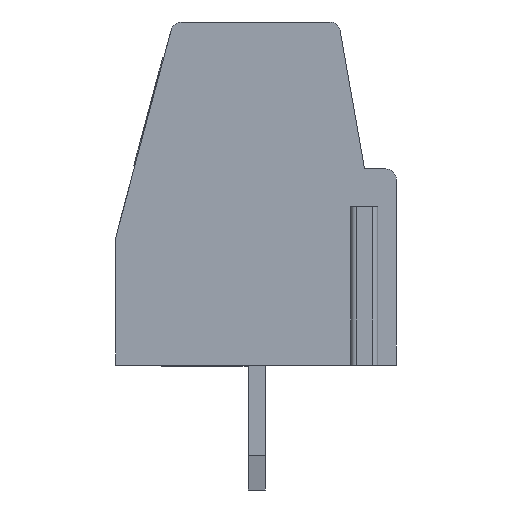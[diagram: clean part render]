
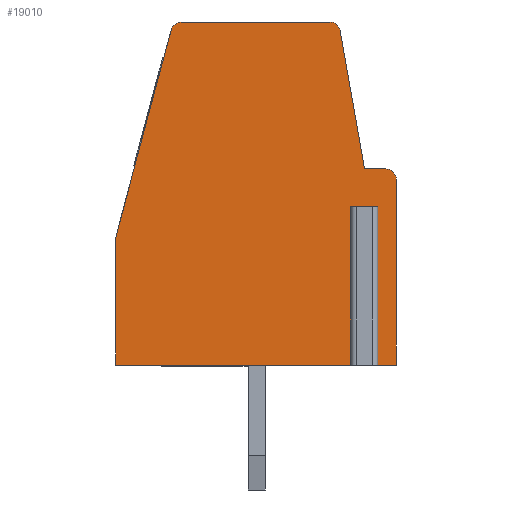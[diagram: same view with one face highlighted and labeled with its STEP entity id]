
A CAD part, left-side view. The second image highlights one B-rep face of the part: STEP entity #19010.
In plain terms, the highlighted face is planar.
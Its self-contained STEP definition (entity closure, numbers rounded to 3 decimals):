
#1300=CARTESIAN_POINT('',(4.239,9.875,-10.135));
#1310=DIRECTION('',(1.,0.,0.));
#1320=VECTOR('',#1310,1.);
#1330=LINE('',#1300,#1320);
#1340=CARTESIAN_POINT('',(1.927,9.875,-10.135));
#1350=VERTEX_POINT('',#1340);
#1360=CARTESIAN_POINT('',(6.245,9.875,-10.135));
#1370=VERTEX_POINT('',#1360);
#1380=EDGE_CURVE('',#1350,#1370,#1330,.T.);
#3250=CARTESIAN_POINT('',(0.723,4.505,-10.135));
#3260=VERTEX_POINT('',#3250);
#3290=CARTESIAN_POINT('',(0.723,3.83,-10.135));
#3300=DIRECTION('',(0.,-1.,0.));
#3310=VECTOR('',#3300,1.);
#3320=LINE('',#3290,#3310);
#3330=CARTESIAN_POINT('',(0.723,-0.095,-10.135)
);
#3340=VERTEX_POINT('',#3330);
#3350=EDGE_CURVE('',#3260,#3340,#3320,.T.);
#8630=CARTESIAN_POINT('',(0.,-0.095,
-10.135));
#8640=VERTEX_POINT('',#8630);
#8670=CARTESIAN_POINT('',(0.,3.83,-10.135)
);
#8680=DIRECTION('',(0.,1.,0.));
#8690=VECTOR('',#8680,1.);
#8700=LINE('',#8670,#8690);
#8710=CARTESIAN_POINT('',(0.,5.305,-10.135)
);
#8720=VERTEX_POINT('',#8710);
#8730=EDGE_CURVE('',#8640,#8720,#8700,.T.);
#18100=CARTESIAN_POINT('',(0.524,4.249,-10.135));
#18110=DIRECTION('',(0.,0.,-1.));
#18120=DIRECTION('',(-1.,0.,0.));
#18130=AXIS2_PLACEMENT_3D('',#18100,#18110,#18120);
#18140=PLANE('',#18130);
#18150=CARTESIAN_POINT('',(6.245,9.575,-10.135));
#18160=DIRECTION('',(0.,0.,1.));
#18170=DIRECTION('',(1.,0.,0.));
#18180=AXIS2_PLACEMENT_3D('',#18150,#18160,#18170);
#18190=CIRCLE('',#18180,0.3);
#18200=CARTESIAN_POINT('',(6.535,9.652,-10.135));
#18210=VERTEX_POINT('',#18200);
#18220=EDGE_CURVE('',#18210,#1370,#18190,.T.);
#18230=ORIENTED_EDGE('',*,*,#18220,.F.);
#18240=ORIENTED_EDGE('',*,*,#1380,.T.);
#18250=CARTESIAN_POINT('',(1.927,9.575,-10.135));
#18260=DIRECTION('',(0.,0.,1.));
#18270=DIRECTION('',(1.,0.,0.));
#18280=AXIS2_PLACEMENT_3D('',#18250,#18260,#18270);
#18290=CIRCLE('',#18280,0.3);
#18300=CARTESIAN_POINT('',(1.631,9.627,-10.135));
#18310=VERTEX_POINT('',#18300);
#18320=EDGE_CURVE('',#1350,#18310,#18290,.T.);
#18330=ORIENTED_EDGE('',*,*,#18320,.F.);
#18340=CARTESIAN_POINT('',(0.609,3.83,-10.135));
#18350=DIRECTION('',(-0.174,-0.985,0.));
#18360=VECTOR('',#18350,1.);
#18370=LINE('',#18340,#18360);
#18380=CARTESIAN_POINT('',(0.922,5.605,-10.135));
#18390=VERTEX_POINT('',#18380);
#18400=EDGE_CURVE('',#18310,#18390,#18370,.T.);
#18410=ORIENTED_EDGE('',*,*,#18400,.F.);
#18420=CARTESIAN_POINT('',(4.239,5.605,-10.135));
#18430=DIRECTION('',(1.,0.,0.));
#18440=VECTOR('',#18430,1.);
#18450=LINE('',#18420,#18440);
#18460=CARTESIAN_POINT('',(0.3,5.605,-10.135));
#18470=VERTEX_POINT('',#18460);
#18480=EDGE_CURVE('',#18470,#18390,#18450,.T.);
#18490=ORIENTED_EDGE('',*,*,#18480,.T.);
#18500=CARTESIAN_POINT('',(0.3,5.305,-10.135));
#18510=DIRECTION('',(0.,0.,1.));
#18520=DIRECTION('',(1.,0.,0.));
#18530=AXIS2_PLACEMENT_3D('',#18500,#18510,#18520);
#18540=CIRCLE('',#18530,0.3);
#18550=EDGE_CURVE('',#18470,#8720,#18540,.T.);
#18560=ORIENTED_EDGE('',*,*,#18550,.F.);
#18570=ORIENTED_EDGE('',*,*,#8730,.T.);
#18580=CARTESIAN_POINT('',(4.239,-0.095,-10.135)
);
#18590=DIRECTION('',(-1.,0.,0.));
#18600=VECTOR('',#18590,1.);
#18610=LINE('',#18580,#18600);
#18620=EDGE_CURVE('',#3340,#8640,#18610,.T.);
#18630=ORIENTED_EDGE('',*,*,#18620,.T.);
#18640=ORIENTED_EDGE('',*,*,#3350,.T.);
#18650=CARTESIAN_POINT('',(4.239,4.505,-10.135));
#18660=DIRECTION('',(-1.,0.,0.));
#18670=VECTOR('',#18660,1.);
#18680=LINE('',#18650,#18670);
#18690=CARTESIAN_POINT('',(1.137,4.505,-10.135));
#18700=VERTEX_POINT('',#18690);
#18710=EDGE_CURVE('',#18700,#3260,#18680,.T.);
#18720=ORIENTED_EDGE('',*,*,#18710,.T.);
#18730=CARTESIAN_POINT('',(1.137,3.83,-10.135));
#18740=DIRECTION('',(0.,-1.,0.));
#18750=VECTOR('',#18740,1.);
#18760=LINE('',#18730,#18750);
#18770=CARTESIAN_POINT('',(1.137,-0.095,-10.135)
);
#18780=VERTEX_POINT('',#18770);
#18790=EDGE_CURVE('',#18700,#18780,#18760,.T.);
#18800=ORIENTED_EDGE('',*,*,#18790,.F.);
#18810=CARTESIAN_POINT('',(8.15,-0.095,-10.135)
);
#18820=VERTEX_POINT('',#18810);
#18830=EDGE_CURVE('',#18820,#18780,#18610,.T.);
#18840=ORIENTED_EDGE('',*,*,#18830,.T.);
#18850=CARTESIAN_POINT('',(8.15,3.83,-10.135));
#18860=DIRECTION('',(0.,-1.,0.));
#18870=VECTOR('',#18860,1.);
#18880=LINE('',#18850,#18870);
#18890=CARTESIAN_POINT('',(8.15,3.623,-10.135));
#18900=VERTEX_POINT('',#18890);
#18910=EDGE_CURVE('',#18900,#18820,#18880,.T.);
#18920=ORIENTED_EDGE('',*,*,#18910,.T.);
#18930=CARTESIAN_POINT('',(8.095,3.83,-10.135));
#18940=DIRECTION('',(0.259,-0.966,0.));
#18950=VECTOR('',#18940,1.);
#18960=LINE('',#18930,#18950);
#18970=EDGE_CURVE('',#18210,#18900,#18960,.T.);
#18980=ORIENTED_EDGE('',*,*,#18970,.T.);
#18990=EDGE_LOOP('',(#18980,#18920,#18840,#18800,#18720,#18640,#18630,
#18570,#18560,#18490,#18410,#18330,#18240,#18230));
#19000=FACE_OUTER_BOUND('',#18990,.T.);
#19010=ADVANCED_FACE('',(#19000),#18140,.T.);
